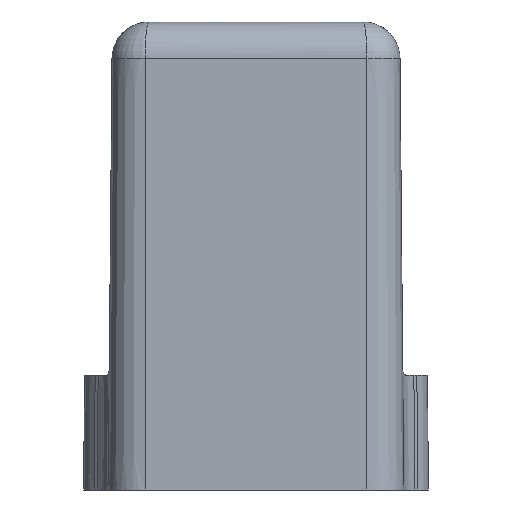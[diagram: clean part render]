
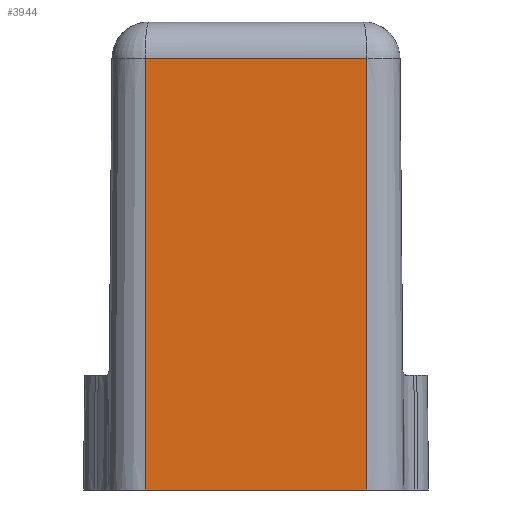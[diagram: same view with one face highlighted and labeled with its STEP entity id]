
A CAD part, left-side view. The second image highlights one B-rep face of the part: STEP entity #3944.
In plain terms, the highlighted planar face has unit normal (-1, 0, 0.009).
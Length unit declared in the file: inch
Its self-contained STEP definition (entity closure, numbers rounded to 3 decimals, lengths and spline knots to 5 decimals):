
#73 = VERTEX_POINT ( 'NONE', #6661 ) ;
#324 = EDGE_CURVE ( 'NONE', #6822, #73, #3709, .T. ) ;
#446 = CARTESIAN_POINT ( 'NONE',  ( -1.125, 0.5625, 0. ) ) ;
#1223 = DIRECTION ( 'NONE',  ( 0., 1., 0. ) ) ;
#1552 = DIRECTION ( 'NONE',  ( 0.009, 0., 1. ) ) ;
#1778 = LINE ( 'NONE', #6217, #3990 ) ;
#1781 = VECTOR ( 'NONE', #6422, 39.37008 ) ;
#2034 = EDGE_LOOP ( 'NONE', ( #5988, #4015, #2991, #7214 ) ) ;
#2293 = EDGE_CURVE ( 'NONE', #7333, #6822, #2986, .T. ) ;
#2702 = DIRECTION ( 'NONE',  ( 0., -1., 0. ) ) ;
#2986 = LINE ( 'NONE', #6874, #1781 ) ;
#2991 = ORIENTED_EDGE ( 'NONE', *, *, #2293, .T. ) ;
#3050 = AXIS2_PLACEMENT_3D ( 'NONE', #4418, #7277, #1552 ) ;
#3345 = EDGE_CURVE ( 'NONE', #5280, #7333, #1778, .T. ) ;
#3422 = VECTOR ( 'NONE', #4253, 39.37008 ) ;
#3527 = CARTESIAN_POINT ( 'NONE',  ( -1.125, 0.5625, 0. ) ) ;
#3709 = LINE ( 'NONE', #446, #6710 ) ;
#3944 = ADVANCED_FACE ( 'NONE', ( #5021 ), #5581, .T. ) ;
#3990 = VECTOR ( 'NONE', #1223, 39.37008 ) ;
#4015 = ORIENTED_EDGE ( 'NONE', *, *, #3345, .T. ) ;
#4253 = DIRECTION ( 'NONE',  ( -0.009, 0., -1. ) ) ;
#4278 = EDGE_CURVE ( 'NONE', #5280, #73, #6931, .T. ) ;
#4418 = CARTESIAN_POINT ( 'NONE',  ( -1.125, 0.5625, 0. ) ) ;
#5021 = FACE_OUTER_BOUND ( 'NONE', #2034, .T. ) ;
#5280 = VERTEX_POINT ( 'NONE', #6152 ) ;
#5581 = PLANE ( 'NONE',  #3050 ) ;
#5988 = ORIENTED_EDGE ( 'NONE', *, *, #4278, .F. ) ;
#6152 = CARTESIAN_POINT ( 'NONE',  ( -1.1059, -0.5625, 2.18909 ) ) ;
#6217 = CARTESIAN_POINT ( 'NONE',  ( -1.1059, 0.5625, 2.18909 ) ) ;
#6422 = DIRECTION ( 'NONE',  ( -0.009, 0., -1. ) ) ;
#6661 = CARTESIAN_POINT ( 'NONE',  ( -1.125, -0.5625, 0. ) ) ;
#6710 = VECTOR ( 'NONE', #2702, 39.37008 ) ;
#6822 = VERTEX_POINT ( 'NONE', #3527 ) ;
#6874 = CARTESIAN_POINT ( 'NONE',  ( -1.125, 0.5625, 0. ) ) ;
#6911 = CARTESIAN_POINT ( 'NONE',  ( -1.1059, 0.5625, 2.18909 ) ) ;
#6931 = LINE ( 'NONE', #7077, #3422 ) ;
#7077 = CARTESIAN_POINT ( 'NONE',  ( -1.125, -0.5625, 0. ) ) ;
#7214 = ORIENTED_EDGE ( 'NONE', *, *, #324, .T. ) ;
#7277 = DIRECTION ( 'NONE',  ( -1., 0., 0.009 ) ) ;
#7333 = VERTEX_POINT ( 'NONE', #6911 ) ;
